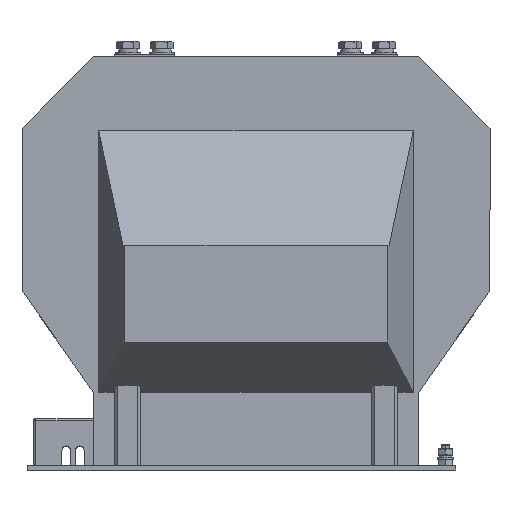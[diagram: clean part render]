
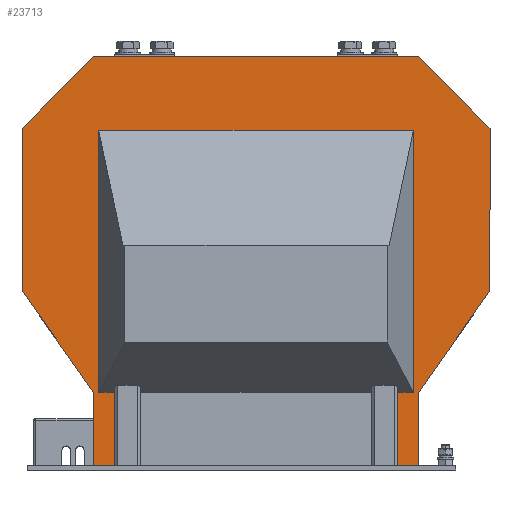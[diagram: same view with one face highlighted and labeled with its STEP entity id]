
A CAD part, top view. The second image highlights one B-rep face of the part: STEP entity #23713.
In plain terms, the highlighted planar face has unit normal (0, 0, 1).
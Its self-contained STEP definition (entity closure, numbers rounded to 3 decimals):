
#44 = LINE ( 'NONE', #16520, #27071 ) ;
#90 = LINE ( 'NONE', #16573, #31045 ) ;
#370 = VERTEX_POINT ( 'NONE', #1609 ) ;
#923 = VERTEX_POINT ( 'NONE', #47526 ) ;
#1141 = ORIENTED_EDGE ( 'NONE', *, *, #52635, .T. ) ;
#1609 = CARTESIAN_POINT ( 'NONE',  ( 163.452, 51.861, 578.403 ) ) ;
#1698 = FACE_OUTER_BOUND ( 'NONE', #28731, .T. ) ;
#2057 = CARTESIAN_POINT ( 'NONE',  ( -141.548, 121.861, 578.403 ) ) ;
#2120 = LINE ( 'NONE', #18576, #19035 ) ;
#2332 = EDGE_CURVE ( 'NONE', #32769, #19362, #2120, .T. ) ;
#2649 = EDGE_CURVE ( 'NONE', #44564, #33687, #36348, .T. ) ;
#2820 = DIRECTION ( 'NONE',  ( 0.574, -0.819, 0. ) ) ;
#3779 = DIRECTION ( 'NONE',  ( 0., -1., 0. ) ) ;
#3997 = DIRECTION ( 'NONE',  ( -1., 0., 0. ) ) ;
#5591 = LINE ( 'NONE', #22060, #18767 ) ;
#5667 = EDGE_CURVE ( 'NONE', #35110, #44564, #6115, .T. ) ;
#6115 = LINE ( 'NONE', #22599, #35565 ) ;
#6134 = EDGE_CURVE ( 'NONE', #48658, #45205, #46203, .T. ) ;
#6476 = CARTESIAN_POINT ( 'NONE',  ( -141.548, 121.861, 578.403 ) ) ;
#6518 = DIRECTION ( 'NONE',  ( 0., -1., 0. ) ) ;
#7741 = VECTOR ( 'NONE', #10228, 1000. ) ;
#8736 = CARTESIAN_POINT ( 'NONE',  ( -146.548, 441.861, 578.403 ) ) ;
#9222 = CARTESIAN_POINT ( 'NONE',  ( 158.452, 121.861, 578.403 ) ) ;
#9908 = CARTESIAN_POINT ( 'NONE',  ( -146.548, 441.861, 578.403 ) ) ;
#10228 = DIRECTION ( 'NONE',  ( 0., -1., 0. ) ) ;
#10348 = CARTESIAN_POINT ( 'NONE',  ( 163.452, 441.861, 578.403 ) ) ;
#10422 = LINE ( 'NONE', #26922, #11837 ) ;
#10431 = VECTOR ( 'NONE', #3997, 1000. ) ;
#10590 = ORIENTED_EDGE ( 'NONE', *, *, #37152, .F. ) ;
#11307 = CARTESIAN_POINT ( 'NONE',  ( -126.548, 51.861, 578.403 ) ) ;
#11329 = VECTOR ( 'NONE', #6518, 1000. ) ;
#11393 = CARTESIAN_POINT ( 'NONE',  ( 231.452, 218.976, 578.403 ) ) ;
#11425 = LINE ( 'NONE', #27933, #27792 ) ;
#11837 = VECTOR ( 'NONE', #43355, 1000. ) ;
#12031 = DIRECTION ( 'NONE',  ( 1., 0., 0. ) ) ;
#13111 = CARTESIAN_POINT ( 'NONE',  ( -214.548, 218.976, 578.403 ) ) ;
#13593 = ORIENTED_EDGE ( 'NONE', *, *, #31787, .F. ) ;
#13976 = ORIENTED_EDGE ( 'NONE', *, *, #40833, .T. ) ;
#14974 = EDGE_CURVE ( 'NONE', #18186, #24059, #5591, .T. ) ;
#15724 = CARTESIAN_POINT ( 'NONE',  ( 143.452, 121.861, 578.403 ) ) ;
#15798 = DIRECTION ( 'NONE',  ( 0., 1., 0. ) ) ;
#16334 = CARTESIAN_POINT ( 'NONE',  ( -146.548, 121.861, 578.403 ) ) ;
#16520 = CARTESIAN_POINT ( 'NONE',  ( 163.452, 51.861, 578.403 ) ) ;
#16573 = CARTESIAN_POINT ( 'NONE',  ( 143.452, 141.861, 578.403 ) ) ;
#16635 = ORIENTED_EDGE ( 'NONE', *, *, #52195, .T. ) ;
#18162 = PLANE ( 'NONE',  #20830 ) ;
#18186 = VERTEX_POINT ( 'NONE', #16334 ) ;
#18510 = DIRECTION ( 'NONE',  ( 0., 1., 0. ) ) ;
#18545 = ORIENTED_EDGE ( 'NONE', *, *, #6134, .F. ) ;
#18571 = LINE ( 'NONE', #35080, #49000 ) ;
#18576 = CARTESIAN_POINT ( 'NONE',  ( 163.452, 441.861, 578.403 ) ) ;
#18767 = VECTOR ( 'NONE', #38529, 1000. ) ;
#19035 = VECTOR ( 'NONE', #35086, 1000. ) ;
#19144 = CARTESIAN_POINT ( 'NONE',  ( -214.548, 373.861, 578.403 ) ) ;
#19362 = VERTEX_POINT ( 'NONE', #28233 ) ;
#20503 = VERTEX_POINT ( 'NONE', #13111 ) ;
#20830 = AXIS2_PLACEMENT_3D ( 'NONE', #10348, #26845, #43278 ) ;
#20986 = ORIENTED_EDGE ( 'NONE', *, *, #48180, .T. ) ;
#21040 = CARTESIAN_POINT ( 'NONE',  ( -146.548, 51.861, 578.403 ) ) ;
#21589 = EDGE_CURVE ( 'NONE', #33687, #19362, #10422, .T. ) ;
#21683 = EDGE_CURVE ( 'NONE', #24059, #34195, #32584, .T. ) ;
#22060 = CARTESIAN_POINT ( 'NONE',  ( -146.548, 441.861, 578.403 ) ) ;
#22599 = CARTESIAN_POINT ( 'NONE',  ( 231.452, 218.976, 578.403 ) ) ;
#23340 = LINE ( 'NONE', #39797, #43383 ) ;
#23435 = VECTOR ( 'NONE', #18510, 1000. ) ;
#23688 = ORIENTED_EDGE ( 'NONE', *, *, #37627, .T. ) ;
#23713 = ADVANCED_FACE ( 'NONE', ( #1698 ), #18162, .F. ) ;
#24059 = VERTEX_POINT ( 'NONE', #21040 ) ;
#24284 = LINE ( 'NONE', #40756, #45547 ) ;
#24337 = CARTESIAN_POINT ( 'NONE',  ( -126.548, 121.861, 578.403 ) ) ;
#24523 = LINE ( 'NONE', #40984, #10431 ) ;
#25236 = DIRECTION ( 'NONE',  ( -0.707, -0.707, 0. ) ) ;
#25658 = VERTEX_POINT ( 'NONE', #19144 ) ;
#25711 = DIRECTION ( 'NONE',  ( 0., 1., 0. ) ) ;
#26662 = CARTESIAN_POINT ( 'NONE',  ( 143.452, 51.861, 578.403 ) ) ;
#26845 = DIRECTION ( 'NONE',  ( 0., 0., -1. ) ) ;
#26922 = CARTESIAN_POINT ( 'NONE',  ( 163.452, 441.861, 578.403 ) ) ;
#27071 = VECTOR ( 'NONE', #33050, 1000. ) ;
#27077 = LINE ( 'NONE', #43490, #11329 ) ;
#27241 = ORIENTED_EDGE ( 'NONE', *, *, #5667, .T. ) ;
#27324 = CARTESIAN_POINT ( 'NONE',  ( 163.452, 121.861, 578.403 ) ) ;
#27792 = VECTOR ( 'NONE', #44345, 1000. ) ;
#27889 = ORIENTED_EDGE ( 'NONE', *, *, #2332, .F. ) ;
#27933 = CARTESIAN_POINT ( 'NONE',  ( -141.548, 121.861, 578.403 ) ) ;
#28233 = CARTESIAN_POINT ( 'NONE',  ( 163.452, 441.861, 578.403 ) ) ;
#28731 = EDGE_LOOP ( 'NONE', ( #23688, #46995, #13593, #27241, #37217, #47427, #27889, #35867, #13976, #20986, #35937, #52042, #10590, #1141, #16635, #33174, #18545, #29803 ) ) ;
#28864 = VECTOR ( 'NONE', #25236, 1000. ) ;
#29803 = ORIENTED_EDGE ( 'NONE', *, *, #41293, .T. ) ;
#29989 = VECTOR ( 'NONE', #12031, 1000. ) ;
#30782 = LINE ( 'NONE', #47172, #7741 ) ;
#31045 = VECTOR ( 'NONE', #33087, 1000. ) ;
#31787 = EDGE_CURVE ( 'NONE', #35110, #370, #27077, .T. ) ;
#32584 = LINE ( 'NONE', #48967, #29989 ) ;
#32769 = VERTEX_POINT ( 'NONE', #9908 ) ;
#32919 = EDGE_CURVE ( 'NONE', #36304, #370, #44, .T. ) ;
#33050 = DIRECTION ( 'NONE',  ( 1., 0., 0. ) ) ;
#33087 = DIRECTION ( 'NONE',  ( 0., -1., 0. ) ) ;
#33174 = ORIENTED_EDGE ( 'NONE', *, *, #37275, .F. ) ;
#33687 = VERTEX_POINT ( 'NONE', #40147 ) ;
#34195 = VERTEX_POINT ( 'NONE', #11307 ) ;
#34784 = VECTOR ( 'NONE', #25711, 1000. ) ;
#35080 = CARTESIAN_POINT ( 'NONE',  ( 231.452, 371.861, 578.403 ) ) ;
#35086 = DIRECTION ( 'NONE',  ( 1., 0., 0. ) ) ;
#35110 = VERTEX_POINT ( 'NONE', #27324 ) ;
#35565 = VECTOR ( 'NONE', #39049, 1000. ) ;
#35867 = ORIENTED_EDGE ( 'NONE', *, *, #43586, .T. ) ;
#35937 = ORIENTED_EDGE ( 'NONE', *, *, #14974, .T. ) ;
#36304 = VERTEX_POINT ( 'NONE', #26662 ) ;
#36348 = LINE ( 'NONE', #52749, #48365 ) ;
#37152 = EDGE_CURVE ( 'NONE', #45400, #34195, #24284, .T. ) ;
#37217 = ORIENTED_EDGE ( 'NONE', *, *, #2649, .T. ) ;
#37275 = EDGE_CURVE ( 'NONE', #45205, #923, #18571, .T. ) ;
#37627 = EDGE_CURVE ( 'NONE', #48378, #36304, #90, .T. ) ;
#37691 = CARTESIAN_POINT ( 'NONE',  ( 158.452, 371.861, 578.403 ) ) ;
#38529 = DIRECTION ( 'NONE',  ( 0., -1., 0. ) ) ;
#39042 = LINE ( 'NONE', #2057, #23435 ) ;
#39049 = DIRECTION ( 'NONE',  ( 0.574, 0.819, 0. ) ) ;
#39797 = CARTESIAN_POINT ( 'NONE',  ( -214.548, 218.976, 578.403 ) ) ;
#40147 = CARTESIAN_POINT ( 'NONE',  ( 231.452, 373.861, 578.403 ) ) ;
#40756 = CARTESIAN_POINT ( 'NONE',  ( -126.548, 141.861, 578.403 ) ) ;
#40833 = EDGE_CURVE ( 'NONE', #25658, #20503, #30782, .T. ) ;
#40984 = CARTESIAN_POINT ( 'NONE',  ( -141.548, 121.861, 578.403 ) ) ;
#41293 = EDGE_CURVE ( 'NONE', #48658, #48378, #24523, .T. ) ;
#43278 = DIRECTION ( 'NONE',  ( -1., 0., 0. ) ) ;
#43355 = DIRECTION ( 'NONE',  ( -0.707, 0.707, 0. ) ) ;
#43383 = VECTOR ( 'NONE', #2820, 1000. ) ;
#43490 = CARTESIAN_POINT ( 'NONE',  ( 163.452, 441.861, 578.403 ) ) ;
#43586 = EDGE_CURVE ( 'NONE', #32769, #25658, #45705, .T. ) ;
#44345 = DIRECTION ( 'NONE',  ( -1., 0., 0. ) ) ;
#44564 = VERTEX_POINT ( 'NONE', #11393 ) ;
#45205 = VERTEX_POINT ( 'NONE', #37691 ) ;
#45400 = VERTEX_POINT ( 'NONE', #24337 ) ;
#45486 = VERTEX_POINT ( 'NONE', #6476 ) ;
#45547 = VECTOR ( 'NONE', #3779, 1000. ) ;
#45705 = LINE ( 'NONE', #8736, #28864 ) ;
#46203 = LINE ( 'NONE', #9222, #34784 ) ;
#46995 = ORIENTED_EDGE ( 'NONE', *, *, #32919, .T. ) ;
#47172 = CARTESIAN_POINT ( 'NONE',  ( -214.548, 373.861, 578.403 ) ) ;
#47427 = ORIENTED_EDGE ( 'NONE', *, *, #21589, .T. ) ;
#47526 = CARTESIAN_POINT ( 'NONE',  ( -141.548, 371.861, 578.403 ) ) ;
#47751 = CARTESIAN_POINT ( 'NONE',  ( 158.452, 121.861, 578.403 ) ) ;
#48180 = EDGE_CURVE ( 'NONE', #20503, #18186, #23340, .T. ) ;
#48365 = VECTOR ( 'NONE', #15798, 1000. ) ;
#48378 = VERTEX_POINT ( 'NONE', #15724 ) ;
#48658 = VERTEX_POINT ( 'NONE', #47751 ) ;
#48967 = CARTESIAN_POINT ( 'NONE',  ( 163.452, 51.861, 578.403 ) ) ;
#49000 = VECTOR ( 'NONE', #51475, 1000. ) ;
#51475 = DIRECTION ( 'NONE',  ( -1., 0., 0. ) ) ;
#52042 = ORIENTED_EDGE ( 'NONE', *, *, #21683, .T. ) ;
#52195 = EDGE_CURVE ( 'NONE', #45486, #923, #39042, .T. ) ;
#52635 = EDGE_CURVE ( 'NONE', #45400, #45486, #11425, .T. ) ;
#52749 = CARTESIAN_POINT ( 'NONE',  ( 231.452, 373.861, 578.403 ) ) ;
